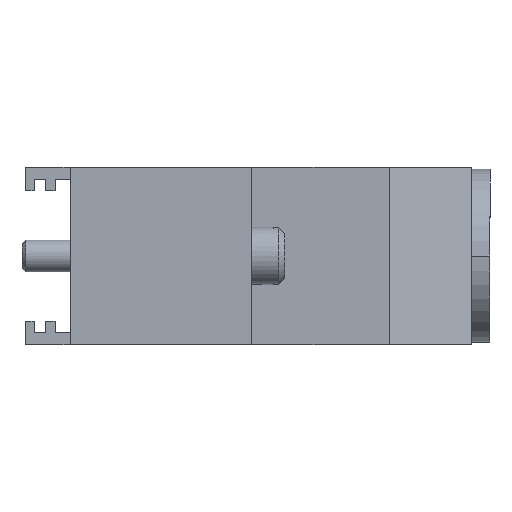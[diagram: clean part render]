
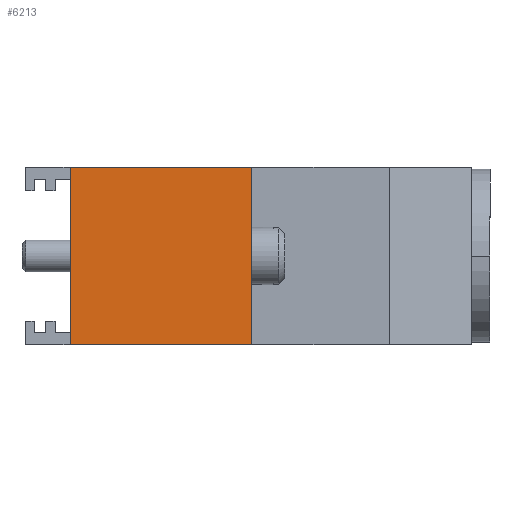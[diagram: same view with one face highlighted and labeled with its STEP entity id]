
A CAD part, left-side view. The second image highlights one B-rep face of the part: STEP entity #6213.
In plain terms, the highlighted planar face has unit normal (-1, 0, 0).
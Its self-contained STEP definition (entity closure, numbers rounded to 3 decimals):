
#6213=ADVANCED_FACE('',(#8191),#7388,.T.);
#7388=PLANE('',#27336);
#8191=FACE_OUTER_BOUND('',#9361,.T.);
#9361=EDGE_LOOP('',(#11278,#11279,#11280,#11281));
#11278=ORIENTED_EDGE('',*,*,#19011,.T.);
#11279=ORIENTED_EDGE('',*,*,#18891,.F.);
#11280=ORIENTED_EDGE('',*,*,#19408,.F.);
#11281=ORIENTED_EDGE('',*,*,#19409,.F.);
#16866=VERTEX_POINT('',#34443);
#16867=VERTEX_POINT('',#34445);
#16965=VERTEX_POINT('',#34681);
#17295=VERTEX_POINT('',#35648);
#18891=EDGE_CURVE('',#16866,#16867,#22000,.T.);
#19011=EDGE_CURVE('',#16965,#16867,#22106,.T.);
#19408=EDGE_CURVE('',#17295,#16866,#22417,.T.);
#19409=EDGE_CURVE('',#16965,#17295,#22418,.T.);
#22000=LINE('',#34444,#23909);
#22106=LINE('',#34680,#24015);
#22417=LINE('',#35647,#24340);
#22418=LINE('',#35649,#24341);
#23909=VECTOR('',#29034,1.);
#24015=VECTOR('',#29204,1.);
#24340=VECTOR('',#29727,1.);
#24341=VECTOR('',#29728,1.);
#27336=AXIS2_PLACEMENT_3D('',#35650,#29729,#29730);
#29034=DIRECTION('',(0.,0.,1.));
#29204=DIRECTION('',(0.,1.,0.));
#29727=DIRECTION('',(0.,1.,0.));
#29728=DIRECTION('',(0.,0.,-1.));
#29729=DIRECTION('',(-1.,0.,0.));
#29730=DIRECTION('',(0.,0.,-1.));
#34443=CARTESIAN_POINT('',(-34.4,18.022,0.));
#34444=CARTESIAN_POINT('',(-34.4,18.022,11.5));
#34445=CARTESIAN_POINT('',(-34.4,18.022,15.1));
#34680=CARTESIAN_POINT('',(-34.4,24.922,15.1));
#34681=CARTESIAN_POINT('',(-34.4,2.522,15.1));
#35647=CARTESIAN_POINT('',(-34.4,3.522,0.));
#35648=CARTESIAN_POINT('',(-34.4,2.522,0.));
#35649=CARTESIAN_POINT('',(-34.4,2.522,15.1));
#35650=CARTESIAN_POINT('',(-34.4,3.522,11.5));
